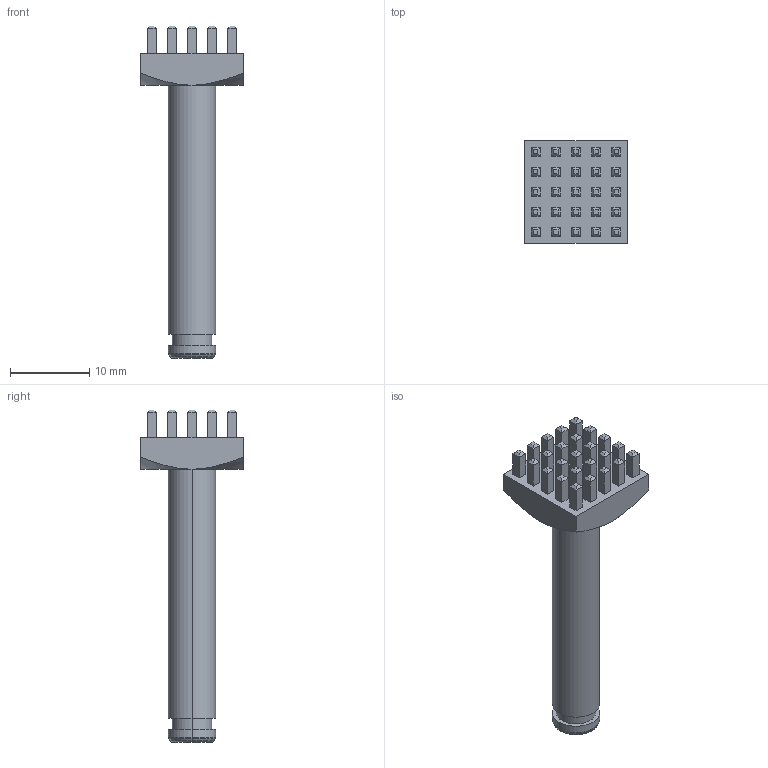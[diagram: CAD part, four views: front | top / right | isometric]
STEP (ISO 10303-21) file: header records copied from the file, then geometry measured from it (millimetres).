
FILE_DESCRIPTION (( 'STEP AP203' ), '1' );
FILE_NAME ('93325-J.STEP', '2013-12-17T18:06:30', ( 'Hajo' ), ( 'Microsoft' ), 'SwSTEP 2.0', 'SolidWorks 2011', '' );
FILE_SCHEMA (( 'CONFIG_CONTROL_DESIGN' ));
Length unit declared in the file: millimetre
Products named in the file (1): 93325-J
Bounding box: 13 x 13 x 42 mm (x, y, z)
Volume: 1728.4 mm3; surface area: 1553 mm2
Topology: 1 solids, 1 shells, 250 faces, 550 edges, 330 vertices
Faces by surface type: plane 234, cone 6, cylinder 6, torus 4
Entity records: 6717 total; most frequent: CARTESIAN_POINT 1187, ORIENTED_EDGE 1100, DIRECTION 1070, EDGE_CURVE 550, VECTOR 516, LINE 516, VERTEX_POINT 330, EDGE_LOOP 278
